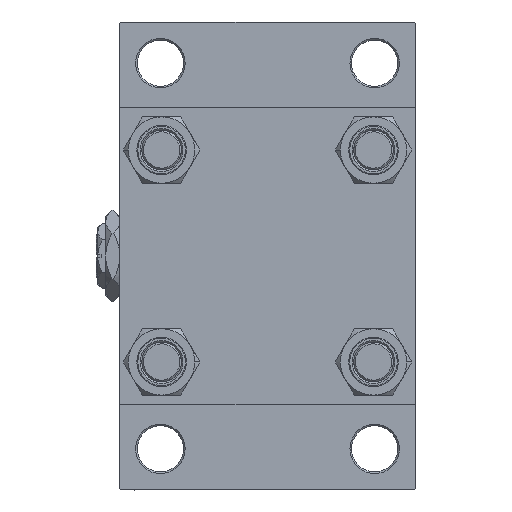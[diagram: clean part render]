
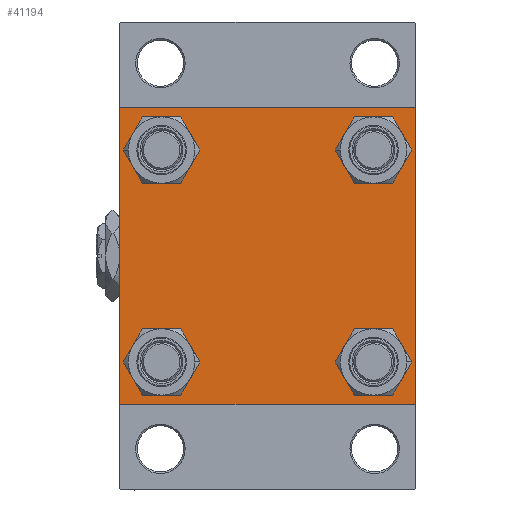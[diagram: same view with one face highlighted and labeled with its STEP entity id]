
A CAD part, left-side view. The second image highlights one B-rep face of the part: STEP entity #41194.
In plain terms, the highlighted planar face has unit normal (-1, 0, 0).
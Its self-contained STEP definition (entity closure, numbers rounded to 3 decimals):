
#574 = ORIENTED_EDGE ( 'NONE', *, *, #6948, .T. ) ;
#579 = CARTESIAN_POINT ( 'NONE',  ( 0., 45., -45. ) ) ;
#604 = ORIENTED_EDGE ( 'NONE', *, *, #27603, .T. ) ;
#722 = EDGE_CURVE ( 'NONE', #39120, #20872, #42549, .T. ) ;
#1112 = CARTESIAN_POINT ( 'NONE',  ( 0., -45., -44.5 ) ) ;
#1158 = DIRECTION ( 'NONE',  ( 1., 0., 0. ) ) ;
#1307 = DIRECTION ( 'NONE',  ( 1., 0., 0. ) ) ;
#1335 = ORIENTED_EDGE ( 'NONE', *, *, #6518, .F. ) ;
#1793 = CARTESIAN_POINT ( 'NONE',  ( 0., 32.15, 32.15 ) ) ;
#2008 = FACE_BOUND ( 'NONE', #2554, .T. ) ;
#2533 = CARTESIAN_POINT ( 'NONE',  ( 0., 44.5, 45. ) ) ;
#2554 = EDGE_LOOP ( 'NONE', ( #45738, #26010 ) ) ;
#2717 = DIRECTION ( 'NONE',  ( 0., 0.707, -0.707 ) ) ;
#3135 = LINE ( 'NONE', #25571, #23936 ) ;
#3567 = EDGE_CURVE ( 'NONE', #10830, #41278, #25389, .T. ) ;
#3569 = CARTESIAN_POINT ( 'NONE',  ( 0., -32.15, -32.15 ) ) ;
#4020 = EDGE_CURVE ( 'NONE', #13374, #21570, #30722, .T. ) ;
#4558 = ORIENTED_EDGE ( 'NONE', *, *, #31612, .T. ) ;
#4653 = EDGE_LOOP ( 'NONE', ( #41380, #4777 ) ) ;
#4691 = CARTESIAN_POINT ( 'NONE',  ( 0., 32.15, -32.15 ) ) ;
#4777 = ORIENTED_EDGE ( 'NONE', *, *, #38164, .T. ) ;
#4952 = AXIS2_PLACEMENT_3D ( 'NONE', #5573, #16060, #46481 ) ;
#5079 = VERTEX_POINT ( 'NONE', #24906 ) ;
#5444 = DIRECTION ( 'NONE',  ( 0., 0., 1. ) ) ;
#5573 = CARTESIAN_POINT ( 'NONE',  ( 0., -32.15, 32.15 ) ) ;
#6427 = AXIS2_PLACEMENT_3D ( 'NONE', #3569, #7065, #45187 ) ;
#6518 = EDGE_CURVE ( 'NONE', #15933, #20872, #3135, .T. ) ;
#6582 = AXIS2_PLACEMENT_3D ( 'NONE', #4691, #9410, #24603 ) ;
#6948 = EDGE_CURVE ( 'NONE', #11199, #25530, #12757, .T. ) ;
#7003 = DIRECTION ( 'NONE',  ( 0., -0.707, -0.707 ) ) ;
#7065 = DIRECTION ( 'NONE',  ( 1., 0., 0. ) ) ;
#7138 = VECTOR ( 'NONE', #16265, 1000. ) ;
#7665 = CARTESIAN_POINT ( 'NONE',  ( 0., 32.15, 25.65 ) ) ;
#8154 = DIRECTION ( 'NONE',  ( 0., 0.707, 0.707 ) ) ;
#8195 = VECTOR ( 'NONE', #40593, 1000. ) ;
#8568 = EDGE_CURVE ( 'NONE', #39120, #18774, #15600, .T. ) ;
#9080 = CIRCLE ( 'NONE', #33719, 6.5 ) ;
#9251 = DIRECTION ( 'NONE',  ( 0., 0., 1. ) ) ;
#9367 = DIRECTION ( 'NONE',  ( 0., 0., 1. ) ) ;
#9410 = DIRECTION ( 'NONE',  ( 1., 0., 0. ) ) ;
#9432 = DIRECTION ( 'NONE',  ( 1., 0., 0. ) ) ;
#10499 = CARTESIAN_POINT ( 'NONE',  ( 0., -32.15, 32.15 ) ) ;
#10830 = VERTEX_POINT ( 'NONE', #14706 ) ;
#10905 = ORIENTED_EDGE ( 'NONE', *, *, #32908, .T. ) ;
#11199 = VERTEX_POINT ( 'NONE', #42990 ) ;
#11402 = EDGE_CURVE ( 'NONE', #36007, #41759, #18522, .T. ) ;
#12757 = CIRCLE ( 'NONE', #6427, 6.5 ) ;
#12782 = EDGE_LOOP ( 'NONE', ( #604, #574 ) ) ;
#12978 = FACE_BOUND ( 'NONE', #12782, .T. ) ;
#13374 = VERTEX_POINT ( 'NONE', #36613 ) ;
#13398 = VERTEX_POINT ( 'NONE', #42009 ) ;
#13460 = PLANE ( 'NONE',  #44955 ) ;
#13468 = AXIS2_PLACEMENT_3D ( 'NONE', #10499, #32919, #49108 ) ;
#13815 = ORIENTED_EDGE ( 'NONE', *, *, #40004, .T. ) ;
#14446 = CARTESIAN_POINT ( 'NONE',  ( 0., -32.15, 38.65 ) ) ;
#14706 = CARTESIAN_POINT ( 'NONE',  ( 0., -32.15, 25.65 ) ) ;
#15286 = VECTOR ( 'NONE', #7003, 1000. ) ;
#15600 = LINE ( 'NONE', #30810, #27170 ) ;
#15933 = VERTEX_POINT ( 'NONE', #2533 ) ;
#16060 = DIRECTION ( 'NONE',  ( 1., 0., 0. ) ) ;
#16176 = CARTESIAN_POINT ( 'NONE',  ( 0., 32.15, 32.15 ) ) ;
#16265 = DIRECTION ( 'NONE',  ( 0., -1., 0. ) ) ;
#16503 = DIRECTION ( 'NONE',  ( 0., 0., 1. ) ) ;
#16719 = CARTESIAN_POINT ( 'NONE',  ( 0., 0., 0. ) ) ;
#17655 = CARTESIAN_POINT ( 'NONE',  ( 0., 45., 45. ) ) ;
#18522 = CIRCLE ( 'NONE', #19348, 6.5 ) ;
#18774 = VERTEX_POINT ( 'NONE', #1112 ) ;
#19243 = AXIS2_PLACEMENT_3D ( 'NONE', #1793, #36187, #20012 ) ;
#19348 = AXIS2_PLACEMENT_3D ( 'NONE', #30966, #1307, #16503 ) ;
#19943 = AXIS2_PLACEMENT_3D ( 'NONE', #35299, #1158, #9367 ) ;
#20012 = DIRECTION ( 'NONE',  ( 0., 0., 1. ) ) ;
#20429 = EDGE_LOOP ( 'NONE', ( #13815, #4558, #29294, #28533, #27950, #37218, #1335, #33886 ) ) ;
#20767 = EDGE_CURVE ( 'NONE', #15933, #13398, #28892, .T. ) ;
#20872 = VERTEX_POINT ( 'NONE', #39081 ) ;
#21479 = CARTESIAN_POINT ( 'NONE',  ( 0., 44.75, -44.75 ) ) ;
#21570 = VERTEX_POINT ( 'NONE', #49062 ) ;
#21669 = CARTESIAN_POINT ( 'NONE',  ( 0., 44.75, 44.75 ) ) ;
#22997 = CARTESIAN_POINT ( 'NONE',  ( 0., 32.15, -25.65 ) ) ;
#23936 = VECTOR ( 'NONE', #33291, 1000. ) ;
#24084 = CARTESIAN_POINT ( 'NONE',  ( 0., 32.15, -38.65 ) ) ;
#24603 = DIRECTION ( 'NONE',  ( 0., 0., 1. ) ) ;
#24690 = FACE_BOUND ( 'NONE', #4653, .T. ) ;
#24906 = CARTESIAN_POINT ( 'NONE',  ( 0., 45., -44.5 ) ) ;
#25389 = CIRCLE ( 'NONE', #13468, 6.5 ) ;
#25530 = VERTEX_POINT ( 'NONE', #35476 ) ;
#25571 = CARTESIAN_POINT ( 'NONE',  ( 0., 45., 45. ) ) ;
#25608 = CIRCLE ( 'NONE', #19243, 6.5 ) ;
#26010 = ORIENTED_EDGE ( 'NONE', *, *, #3567, .T. ) ;
#26109 = LINE ( 'NONE', #17655, #44926 ) ;
#26317 = VERTEX_POINT ( 'NONE', #40865 ) ;
#26424 = CIRCLE ( 'NONE', #4952, 6.5 ) ;
#27170 = VECTOR ( 'NONE', #30054, 1000. ) ;
#27579 = CARTESIAN_POINT ( 'NONE',  ( 0., -44.75, 44.75 ) ) ;
#27603 = EDGE_CURVE ( 'NONE', #25530, #11199, #34270, .T. ) ;
#27860 = EDGE_LOOP ( 'NONE', ( #43157, #10905 ) ) ;
#27950 = ORIENTED_EDGE ( 'NONE', *, *, #8568, .F. ) ;
#28351 = VECTOR ( 'NONE', #2717, 1000. ) ;
#28533 = ORIENTED_EDGE ( 'NONE', *, *, #36552, .T. ) ;
#28892 = LINE ( 'NONE', #21669, #28351 ) ;
#29294 = ORIENTED_EDGE ( 'NONE', *, *, #4020, .T. ) ;
#30054 = DIRECTION ( 'NONE',  ( 0., 0., -1. ) ) ;
#30722 = LINE ( 'NONE', #579, #7138 ) ;
#30810 = CARTESIAN_POINT ( 'NONE',  ( 0., -45., 45. ) ) ;
#30966 = CARTESIAN_POINT ( 'NONE',  ( 0., 32.15, -32.15 ) ) ;
#31612 = EDGE_CURVE ( 'NONE', #5079, #13374, #41152, .T. ) ;
#31907 = DIRECTION ( 'NONE',  ( -1., 0., 0. ) ) ;
#32908 = EDGE_CURVE ( 'NONE', #41759, #36007, #45569, .T. ) ;
#32919 = DIRECTION ( 'NONE',  ( 1., 0., 0. ) ) ;
#33291 = DIRECTION ( 'NONE',  ( 0., -1., 0. ) ) ;
#33719 = AXIS2_PLACEMENT_3D ( 'NONE', #16176, #9432, #5444 ) ;
#33886 = ORIENTED_EDGE ( 'NONE', *, *, #20767, .T. ) ;
#34127 = EDGE_CURVE ( 'NONE', #26317, #47687, #25608, .T. ) ;
#34270 = CIRCLE ( 'NONE', #19943, 6.5 ) ;
#34838 = EDGE_CURVE ( 'NONE', #41278, #10830, #26424, .T. ) ;
#35299 = CARTESIAN_POINT ( 'NONE',  ( 0., -32.15, -32.15 ) ) ;
#35420 = FACE_BOUND ( 'NONE', #27860, .T. ) ;
#35476 = CARTESIAN_POINT ( 'NONE',  ( 0., -32.15, -25.65 ) ) ;
#35659 = FACE_OUTER_BOUND ( 'NONE', #20429, .T. ) ;
#36007 = VERTEX_POINT ( 'NONE', #22997 ) ;
#36187 = DIRECTION ( 'NONE',  ( 1., 0., 0. ) ) ;
#36552 = EDGE_CURVE ( 'NONE', #21570, #18774, #40106, .T. ) ;
#36613 = CARTESIAN_POINT ( 'NONE',  ( 0., 44.5, -45. ) ) ;
#37218 = ORIENTED_EDGE ( 'NONE', *, *, #722, .T. ) ;
#38164 = EDGE_CURVE ( 'NONE', #47687, #26317, #9080, .T. ) ;
#39081 = CARTESIAN_POINT ( 'NONE',  ( 0., -44.5, 45. ) ) ;
#39120 = VERTEX_POINT ( 'NONE', #43571 ) ;
#40004 = EDGE_CURVE ( 'NONE', #13398, #5079, #26109, .T. ) ;
#40106 = LINE ( 'NONE', #48074, #8195 ) ;
#40593 = DIRECTION ( 'NONE',  ( 0., -0.707, 0.707 ) ) ;
#40865 = CARTESIAN_POINT ( 'NONE',  ( 0., 32.15, 38.65 ) ) ;
#41152 = LINE ( 'NONE', #21479, #15286 ) ;
#41194 = ADVANCED_FACE ( 'NONE', ( #2008, #12978, #35420, #24690, #35659 ), #13460, .T. ) ;
#41278 = VERTEX_POINT ( 'NONE', #14446 ) ;
#41380 = ORIENTED_EDGE ( 'NONE', *, *, #34127, .T. ) ;
#41759 = VERTEX_POINT ( 'NONE', #24084 ) ;
#42009 = CARTESIAN_POINT ( 'NONE',  ( 0., 45., 44.5 ) ) ;
#42125 = VECTOR ( 'NONE', #8154, 1000. ) ;
#42549 = LINE ( 'NONE', #27579, #42125 ) ;
#42990 = CARTESIAN_POINT ( 'NONE',  ( 0., -32.15, -38.65 ) ) ;
#43157 = ORIENTED_EDGE ( 'NONE', *, *, #11402, .T. ) ;
#43571 = CARTESIAN_POINT ( 'NONE',  ( 0., -45., 44.5 ) ) ;
#44807 = DIRECTION ( 'NONE',  ( 0., 0., -1. ) ) ;
#44926 = VECTOR ( 'NONE', #44807, 1000. ) ;
#44955 = AXIS2_PLACEMENT_3D ( 'NONE', #16719, #31907, #9251 ) ;
#45187 = DIRECTION ( 'NONE',  ( 0., 0., 1. ) ) ;
#45569 = CIRCLE ( 'NONE', #6582, 6.5 ) ;
#45738 = ORIENTED_EDGE ( 'NONE', *, *, #34838, .T. ) ;
#46481 = DIRECTION ( 'NONE',  ( 0., 0., 1. ) ) ;
#47687 = VERTEX_POINT ( 'NONE', #7665 ) ;
#48074 = CARTESIAN_POINT ( 'NONE',  ( 0., -44.75, -44.75 ) ) ;
#49062 = CARTESIAN_POINT ( 'NONE',  ( 0., -44.5, -45. ) ) ;
#49108 = DIRECTION ( 'NONE',  ( 0., 0., 1. ) ) ;
